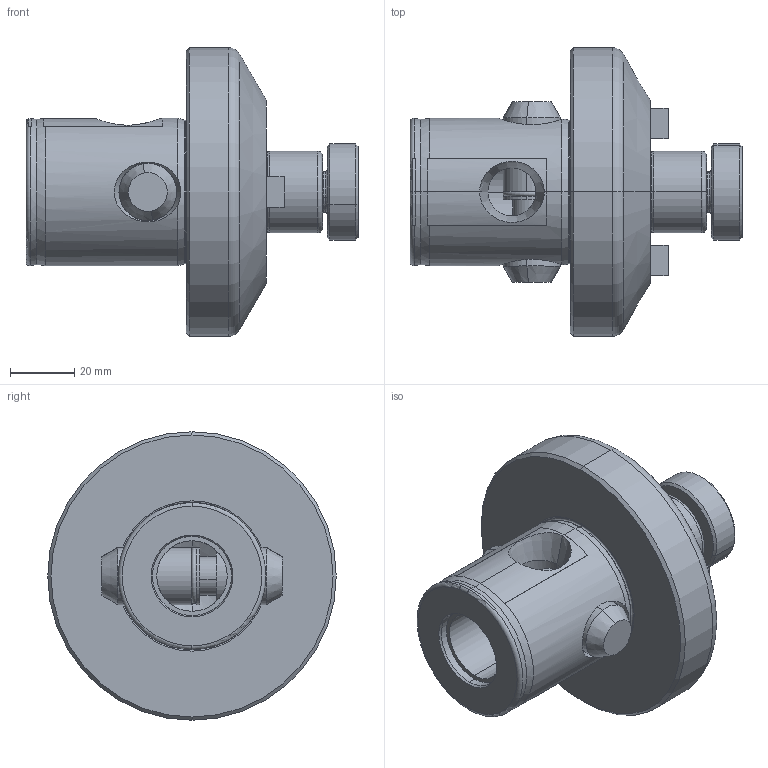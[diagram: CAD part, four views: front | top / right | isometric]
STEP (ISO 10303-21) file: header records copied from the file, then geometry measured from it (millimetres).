
FILE_DESCRIPTION (( 'STEP AP203' ), '1' );
FILE_NAME ('11.335.413.STEP', '2010-03-30T21:03:39', ( '' ), ( '' ), 'SwSTEP 2.0', 'SolidWorks 2010', '' );
FILE_SCHEMA (( 'CONFIG_CONTROL_DESIGN' ));
Length unit declared in the file: millimetre
Products named in the file (7): 11.690.711; 11.335.413; 11.691.622; 10.691.50X_10.691.507; 691-50XRing_10.691.507Ring
Assembly tree (7 placements, depth 3):
  11.335.413
    11.690.711
    11.335.413
    11.691.622  x2
    10.691.50X_10.691.507
      10.691.50X_10.691.507
      691-50XRing_10.691.507Ring
Bounding box: 103.58 x 90 x 90 mm (x, y, z)
Volume: 220021.3 mm3; surface area: 40723 mm2
Topology: 6 solids, 6 shells, 260 faces, 610 edges, 364 vertices
Faces by surface type: cone 108, cylinder 79, plane 56, torus 17
Entity records: 8425 total; most frequent: CARTESIAN_POINT 1821, DIRECTION 1374, ORIENTED_EDGE 1152, EDGE_CURVE 576, AXIS2_PLACEMENT_3D 569, VERTEX_POINT 348, CIRCLE 312, EDGE_LOOP 262
